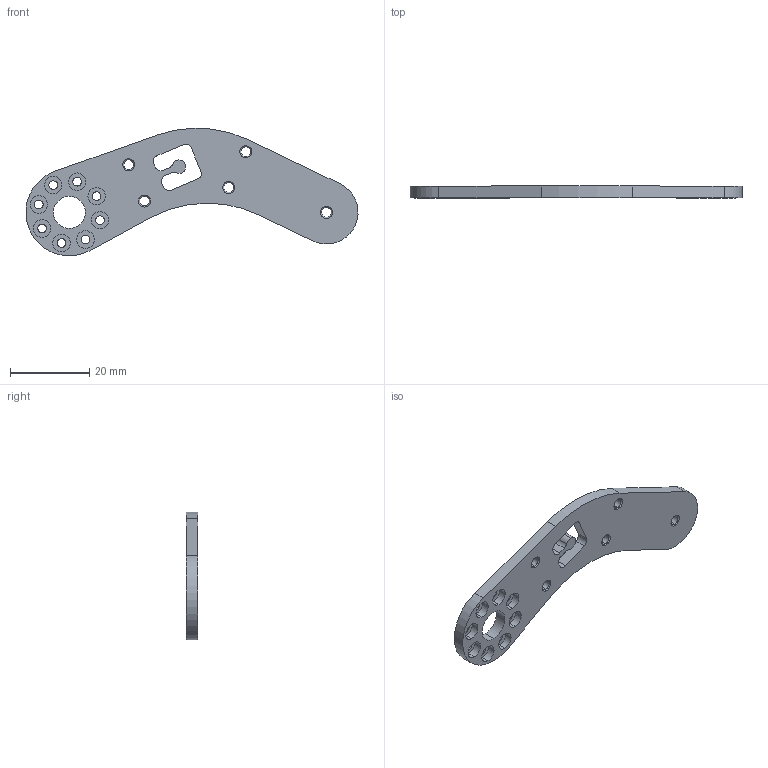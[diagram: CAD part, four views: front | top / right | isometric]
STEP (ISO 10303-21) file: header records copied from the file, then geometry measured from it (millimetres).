
FILE_DESCRIPTION (( 'STEP AP214' ), '1' );
FILE_NAME ('G-USS19-009.STEP', '2018-11-26T07:12:37', ( 'Baume' ), ( '' ), 'SwSTEP 2.0', 'SolidWorks 2016', '' );
FILE_SCHEMA (( 'AUTOMOTIVE_DESIGN' ));
Length unit declared in the file: millimetre
Products named in the file (1): G-USS19-009
Bounding box: 83.96 x 3 x 32.29 mm (x, y, z)
Volume: 3961.7 mm3; surface area: 3979.5 mm2
Topology: 1 solids, 1 shells, 94 faces, 242 edges, 158 vertices
Faces by surface type: cylinder 63, plane 21, cone 10
Entity records: 3126 total; most frequent: DIRECTION 568, CARTESIAN_POINT 495, ORIENTED_EDGE 484, EDGE_CURVE 242, AXIS2_PLACEMENT_3D 231, VERTEX_POINT 158, CIRCLE 136, EDGE_LOOP 132
